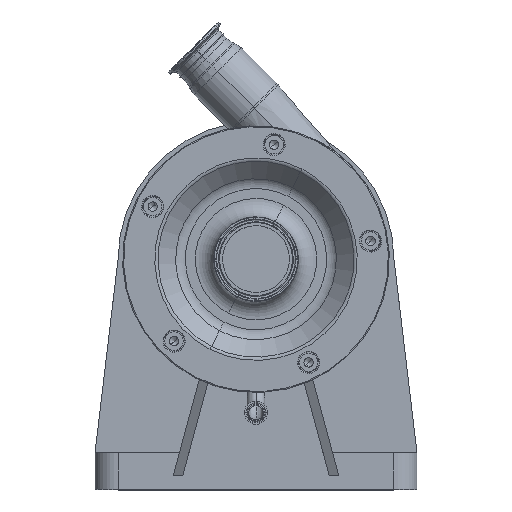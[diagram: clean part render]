
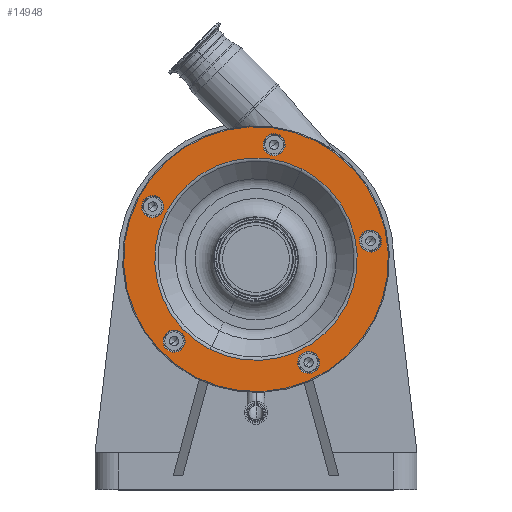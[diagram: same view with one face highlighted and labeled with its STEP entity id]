
A CAD part, top view. The second image highlights one B-rep face of the part: STEP entity #14948.
In plain terms, the highlighted planar face has unit normal (0, 0, 1).
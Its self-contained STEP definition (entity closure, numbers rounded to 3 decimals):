
#322 = CIRCLE ( 'NONE', #9856, 12. ) ;
#773 = AXIS2_PLACEMENT_3D ( 'NONE', #1832, #1926, #13031 ) ;
#871 = CARTESIAN_POINT ( 'NONE',  ( 25.159, 135.141, 294.5 ) ) ;
#926 = CARTESIAN_POINT ( 'NONE',  ( 57.203, -112.267, 294.5 ) ) ;
#993 = ORIENTED_EDGE ( 'NONE', *, *, #17589, .F. ) ;
#1156 = CARTESIAN_POINT ( 'NONE',  ( -49.971, -98.074, 294.5 ) ) ;
#1257 = AXIS2_PLACEMENT_3D ( 'NONE', #19542, #4940, #16328 ) ;
#1273 = VERTEX_POINT ( 'NONE', #10301 ) ;
#1454 = CARTESIAN_POINT ( 'NONE',  ( -117.715, 46.511, 294.5 ) ) ;
#1832 = CARTESIAN_POINT ( 'NONE',  ( -112.267, 57.203, 294.5 ) ) ;
#1926 = DIRECTION ( 'NONE',  ( 0., 0., 1. ) ) ;
#1985 = AXIS2_PLACEMENT_3D ( 'NONE', #14306, #13239, #6937 ) ;
#2141 = VERTEX_POINT ( 'NONE', #12659 ) ;
#2424 = VERTEX_POINT ( 'NONE', #11028 ) ;
#2526 = CARTESIAN_POINT ( 'NONE',  ( 19.711, 124.449, 294.5 ) ) ;
#2840 = AXIS2_PLACEMENT_3D ( 'NONE', #16613, #4123, #7550 ) ;
#2869 = EDGE_CURVE ( 'NONE', #6085, #13362, #18306, .T. ) ;
#3407 = CARTESIAN_POINT ( 'NONE',  ( -106.819, 67.895, 294.5 ) ) ;
#3441 = DIRECTION ( 'NONE',  ( 0.454, 0.891, 0. ) ) ;
#3445 = CIRCLE ( 'NONE', #15330, 144. ) ;
#3545 = AXIS2_PLACEMENT_3D ( 'NONE', #19369, #14482, #20975 ) ;
#3715 = ORIENTED_EDGE ( 'NONE', *, *, #14076, .F. ) ;
#4009 = EDGE_CURVE ( 'NONE', #9460, #2424, #322, .T. ) ;
#4123 = DIRECTION ( 'NONE',  ( 0., 0., 1. ) ) ;
#4436 = ORIENTED_EDGE ( 'NONE', *, *, #18645, .F. ) ;
#4794 = AXIS2_PLACEMENT_3D ( 'NONE', #10604, #15725, #20403 ) ;
#4839 = CARTESIAN_POINT ( 'NONE',  ( 19.711, 124.449, 294.5 ) ) ;
#4940 = DIRECTION ( 'NONE',  ( 0., 0., 1. ) ) ;
#4999 = ORIENTED_EDGE ( 'NONE', *, *, #15292, .F. ) ;
#5003 = DIRECTION ( 'NONE',  ( 0., 0., 1. ) ) ;
#5153 = VERTEX_POINT ( 'NONE', #3407 ) ;
#5155 = EDGE_LOOP ( 'NONE', ( #11277, #17903 ) ) ;
#5242 = EDGE_CURVE ( 'NONE', #2141, #5373, #13969, .T. ) ;
#5372 = CARTESIAN_POINT ( 'NONE',  ( 129.897, 30.403, 294.5 ) ) ;
#5373 = VERTEX_POINT ( 'NONE', #12863 ) ;
#5409 = CARTESIAN_POINT ( 'NONE',  ( 0., 0., 294.5 ) ) ;
#5476 = ORIENTED_EDGE ( 'NONE', *, *, #11072, .F. ) ;
#5662 = EDGE_CURVE ( 'NONE', #20497, #7242, #3445, .T. ) ;
#6043 = CIRCLE ( 'NONE', #8774, 144. ) ;
#6085 = VERTEX_POINT ( 'NONE', #8726 ) ;
#6263 = VERTEX_POINT ( 'NONE', #1156 ) ;
#6510 = DIRECTION ( 'NONE',  ( 0.454, 0.891, 0. ) ) ;
#6937 = DIRECTION ( 'NONE',  ( 0.454, 0.891, 0. ) ) ;
#6942 = DIRECTION ( 'NONE',  ( -0.454, -0.891, 0. ) ) ;
#7214 = DIRECTION ( 'NONE',  ( 0.454, 0.891, 0. ) ) ;
#7242 = VERTEX_POINT ( 'NONE', #8659 ) ;
#7245 = FACE_BOUND ( 'NONE', #11951, .T. ) ;
#7254 = EDGE_LOOP ( 'NONE', ( #9104, #5476 ) ) ;
#7322 = AXIS2_PLACEMENT_3D ( 'NONE', #12943, #11441, #3441 ) ;
#7511 = AXIS2_PLACEMENT_3D ( 'NONE', #926, #15414, #7214 ) ;
#7550 = DIRECTION ( 'NONE',  ( 0.454, 0.891, 0. ) ) ;
#7978 = CARTESIAN_POINT ( 'NONE',  ( 119.001, 9.019, 294.5 ) ) ;
#8018 = VERTEX_POINT ( 'NONE', #5372 ) ;
#8063 = ORIENTED_EDGE ( 'NONE', *, *, #21059, .T. ) ;
#8100 = CARTESIAN_POINT ( 'NONE',  ( -94.543, -99.788, 294.5 ) ) ;
#8624 = CIRCLE ( 'NONE', #11360, 110.071 ) ;
#8651 = FACE_OUTER_BOUND ( 'NONE', #9803, .T. ) ;
#8659 = CARTESIAN_POINT ( 'NONE',  ( -65.375, -128.305, 294.5 ) ) ;
#8726 = CARTESIAN_POINT ( 'NONE',  ( -83.648, -78.403, 294.5 ) ) ;
#8748 = FACE_BOUND ( 'NONE', #7254, .T. ) ;
#8774 = AXIS2_PLACEMENT_3D ( 'NONE', #13643, #11831, #10135 ) ;
#8824 = DIRECTION ( 'NONE',  ( 0., 0., 1. ) ) ;
#9029 = DIRECTION ( 'NONE',  ( 0.454, 0.891, 0. ) ) ;
#9104 = ORIENTED_EDGE ( 'NONE', *, *, #14524, .F. ) ;
#9431 = CARTESIAN_POINT ( 'NONE',  ( 65.375, 128.305, 294.5 ) ) ;
#9460 = VERTEX_POINT ( 'NONE', #871 ) ;
#9732 = CIRCLE ( 'NONE', #7322, 12. ) ;
#9803 = EDGE_LOOP ( 'NONE', ( #17702, #8063 ) ) ;
#9856 = AXIS2_PLACEMENT_3D ( 'NONE', #2526, #14032, #9029 ) ;
#9988 = CIRCLE ( 'NONE', #773, 12. ) ;
#10016 = EDGE_LOOP ( 'NONE', ( #993, #13976 ) ) ;
#10049 = DIRECTION ( 'NONE',  ( 0.454, 0.891, 0. ) ) ;
#10135 = DIRECTION ( 'NONE',  ( 0.454, 0.891, 0. ) ) ;
#10301 = CARTESIAN_POINT ( 'NONE',  ( 49.971, 98.074, 294.5 ) ) ;
#10313 = CIRCLE ( 'NONE', #12356, 110.071 ) ;
#10338 = FACE_BOUND ( 'NONE', #18517, .T. ) ;
#10432 = PLANE ( 'NONE',  #17456 ) ;
#10537 = CARTESIAN_POINT ( 'NONE',  ( -128.305, 65.375, 294.5 ) ) ;
#10604 = CARTESIAN_POINT ( 'NONE',  ( 124.449, 19.711, 294.5 ) ) ;
#10780 = DIRECTION ( 'NONE',  ( 0.454, 0.891, 0. ) ) ;
#11028 = CARTESIAN_POINT ( 'NONE',  ( 14.263, 113.757, 294.5 ) ) ;
#11072 = EDGE_CURVE ( 'NONE', #16599, #8018, #13959, .T. ) ;
#11082 = CIRCLE ( 'NONE', #17893, 12. ) ;
#11277 = ORIENTED_EDGE ( 'NONE', *, *, #4009, .F. ) ;
#11360 = AXIS2_PLACEMENT_3D ( 'NONE', #5409, #8824, #11716 ) ;
#11441 = DIRECTION ( 'NONE',  ( 0., 0., 1. ) ) ;
#11716 = DIRECTION ( 'NONE',  ( 0.454, 0.891, 0. ) ) ;
#11831 = DIRECTION ( 'NONE',  ( 0., 0., 1. ) ) ;
#11951 = EDGE_LOOP ( 'NONE', ( #3715, #4999 ) ) ;
#12004 = CIRCLE ( 'NONE', #2840, 12. ) ;
#12356 = AXIS2_PLACEMENT_3D ( 'NONE', #15979, #5003, #6510 ) ;
#12389 = DIRECTION ( 'NONE',  ( 0., 0., 1. ) ) ;
#12659 = CARTESIAN_POINT ( 'NONE',  ( 62.651, -101.575, 294.5 ) ) ;
#12863 = CARTESIAN_POINT ( 'NONE',  ( 51.755, -122.959, 294.5 ) ) ;
#12943 = CARTESIAN_POINT ( 'NONE',  ( -112.267, 57.203, 294.5 ) ) ;
#13031 = DIRECTION ( 'NONE',  ( 0.454, 0.891, 0. ) ) ;
#13108 = EDGE_CURVE ( 'NONE', #20628, #5153, #9988, .T. ) ;
#13239 = DIRECTION ( 'NONE',  ( 0., 0., 1. ) ) ;
#13362 = VERTEX_POINT ( 'NONE', #8100 ) ;
#13634 = ORIENTED_EDGE ( 'NONE', *, *, #15343, .F. ) ;
#13643 = CARTESIAN_POINT ( 'NONE',  ( 0., 0., 294.5 ) ) ;
#13677 = CARTESIAN_POINT ( 'NONE',  ( 0., 0., 294.5 ) ) ;
#13959 = CIRCLE ( 'NONE', #4794, 12. ) ;
#13969 = CIRCLE ( 'NONE', #7511, 12. ) ;
#13976 = ORIENTED_EDGE ( 'NONE', *, *, #13108, .F. ) ;
#14032 = DIRECTION ( 'NONE',  ( 0., 0., 1. ) ) ;
#14076 = EDGE_CURVE ( 'NONE', #1273, #6263, #10313, .T. ) ;
#14306 = CARTESIAN_POINT ( 'NONE',  ( -89.095, -89.095, 294.5 ) ) ;
#14482 = DIRECTION ( 'NONE',  ( 0., 0., 1. ) ) ;
#14524 = EDGE_CURVE ( 'NONE', #8018, #16599, #14779, .T. ) ;
#14535 = DIRECTION ( 'NONE',  ( 0., 0., 1. ) ) ;
#14779 = CIRCLE ( 'NONE', #3545, 12. ) ;
#14948 = ADVANCED_FACE ( 'NONE', ( #20238, #8748, #10338, #18335, #7245, #8651, #15341 ), #10432, .F. ) ;
#15235 = DIRECTION ( 'NONE',  ( 0., 0., -1. ) ) ;
#15292 = EDGE_CURVE ( 'NONE', #6263, #1273, #8624, .T. ) ;
#15330 = AXIS2_PLACEMENT_3D ( 'NONE', #13677, #12389, #10780 ) ;
#15341 = FACE_BOUND ( 'NONE', #19368, .T. ) ;
#15343 = EDGE_CURVE ( 'NONE', #13362, #6085, #12004, .T. ) ;
#15414 = DIRECTION ( 'NONE',  ( 0., 0., 1. ) ) ;
#15725 = DIRECTION ( 'NONE',  ( 0., 0., 1. ) ) ;
#15979 = CARTESIAN_POINT ( 'NONE',  ( 0., 0., 294.5 ) ) ;
#16328 = DIRECTION ( 'NONE',  ( 0.454, 0.891, 0. ) ) ;
#16599 = VERTEX_POINT ( 'NONE', #7978 ) ;
#16613 = CARTESIAN_POINT ( 'NONE',  ( -89.095, -89.095, 294.5 ) ) ;
#17456 = AXIS2_PLACEMENT_3D ( 'NONE', #10537, #15235, #6942 ) ;
#17529 = EDGE_CURVE ( 'NONE', #2424, #9460, #11082, .T. ) ;
#17589 = EDGE_CURVE ( 'NONE', #5153, #20628, #9732, .T. ) ;
#17702 = ORIENTED_EDGE ( 'NONE', *, *, #5662, .T. ) ;
#17782 = ORIENTED_EDGE ( 'NONE', *, *, #2869, .F. ) ;
#17893 = AXIS2_PLACEMENT_3D ( 'NONE', #4839, #14535, #10049 ) ;
#17903 = ORIENTED_EDGE ( 'NONE', *, *, #17529, .F. ) ;
#18306 = CIRCLE ( 'NONE', #1985, 12. ) ;
#18335 = FACE_BOUND ( 'NONE', #10016, .T. ) ;
#18517 = EDGE_LOOP ( 'NONE', ( #19176, #4436 ) ) ;
#18645 = EDGE_CURVE ( 'NONE', #5373, #2141, #20296, .T. ) ;
#19176 = ORIENTED_EDGE ( 'NONE', *, *, #5242, .F. ) ;
#19368 = EDGE_LOOP ( 'NONE', ( #17782, #13634 ) ) ;
#19369 = CARTESIAN_POINT ( 'NONE',  ( 124.449, 19.711, 294.5 ) ) ;
#19542 = CARTESIAN_POINT ( 'NONE',  ( 57.203, -112.267, 294.5 ) ) ;
#20238 = FACE_BOUND ( 'NONE', #5155, .T. ) ;
#20296 = CIRCLE ( 'NONE', #1257, 12. ) ;
#20403 = DIRECTION ( 'NONE',  ( 0.454, 0.891, 0. ) ) ;
#20497 = VERTEX_POINT ( 'NONE', #9431 ) ;
#20628 = VERTEX_POINT ( 'NONE', #1454 ) ;
#20975 = DIRECTION ( 'NONE',  ( 0.454, 0.891, 0. ) ) ;
#21059 = EDGE_CURVE ( 'NONE', #7242, #20497, #6043, .T. ) ;
